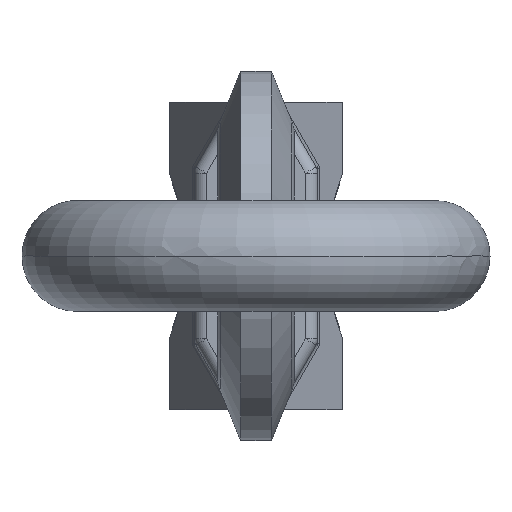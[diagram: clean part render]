
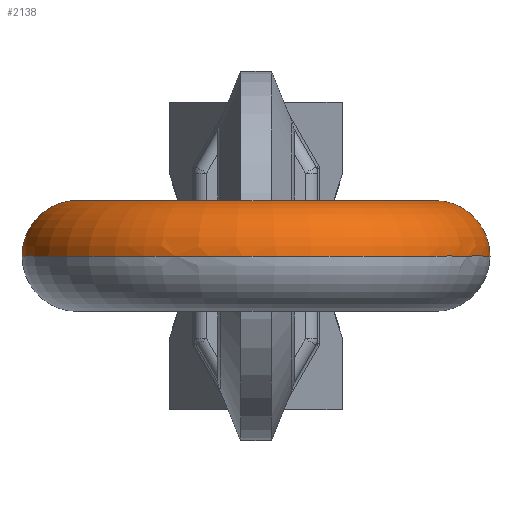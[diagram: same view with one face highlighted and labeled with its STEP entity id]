
A CAD part, left-side view. The second image highlights one B-rep face of the part: STEP entity #2138.
In plain terms, the highlighted toroidal (fillet/blend) face has major radius 29 mm and minor radius 9 mm.
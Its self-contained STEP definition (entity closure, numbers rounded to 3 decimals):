
#14=CARTESIAN_POINT('',(40.,29.,0.));
#15=DIRECTION('',(-1.,0.,0.));
#16=DIRECTION('',(0.,-1.,0.));
#17=AXIS2_PLACEMENT_3D('',#14,#15,#16);
#418=CARTESIAN_POINT('',(40.,-29.,0.));
#419=DIRECTION('',(-1.,0.,0.));
#420=DIRECTION('',(0.,-1.,0.));
#421=AXIS2_PLACEMENT_3D('',#418,#419,#420);
#431=CARTESIAN_POINT('',(40.,20.,0.));
#432=CARTESIAN_POINT('',(38.768,20.,0.));
#433=CARTESIAN_POINT('',(36.304,19.772,
0.));
#434=CARTESIAN_POINT('',(32.734,18.756,
0.));
#435=CARTESIAN_POINT('',(29.411,17.101,
0.));
#436=CARTESIAN_POINT('',(26.449,14.865,
0.));
#437=CARTESIAN_POINT('',(23.949,12.121,
0.));
#438=CARTESIAN_POINT('',(21.995,8.966,
0.));
#439=CARTESIAN_POINT('',(20.654,5.505,
0.));
#440=CARTESIAN_POINT('',(19.972,1.856,
0.));
#441=CARTESIAN_POINT('',(19.972,-1.856,
0.));
#442=CARTESIAN_POINT('',(20.654,-5.505,
0.));
#443=CARTESIAN_POINT('',(21.995,-8.966,
0.));
#444=CARTESIAN_POINT('',(23.949,-12.121,
0.));
#445=CARTESIAN_POINT('',(26.449,-14.865,
0.));
#446=CARTESIAN_POINT('',(29.411,-17.101,
0.));
#447=CARTESIAN_POINT('',(32.734,-18.756,
0.));
#448=CARTESIAN_POINT('',(36.304,-19.772,
0.));
#449=CARTESIAN_POINT('',(38.768,-20.,0.));
#450=CARTESIAN_POINT('',(40.,-20.,0.));
#452=CARTESIAN_POINT('',(40.,-38.,0.));
#453=CARTESIAN_POINT('',(38.01,-38.,0.));
#454=CARTESIAN_POINT('',(34.031,-37.687,
0.));
#455=CARTESIAN_POINT('',(28.209,-36.289,
0.));
#456=CARTESIAN_POINT('',(22.677,-33.998,
0.));
#457=CARTESIAN_POINT('',(17.572,-30.869,
0.));
#458=CARTESIAN_POINT('',(13.019,-26.981,0.));
#459=CARTESIAN_POINT('',(9.131,-22.428,0.));
#460=CARTESIAN_POINT('',(6.002,-17.323,0.));
#461=CARTESIAN_POINT('',(3.711,-11.791,0.));
#462=CARTESIAN_POINT('',(2.313,-5.969,0.));
#463=CARTESIAN_POINT('',(1.843,0.,0.));
#464=CARTESIAN_POINT('',(2.313,5.969,0.));
#465=CARTESIAN_POINT('',(3.711,11.791,0.));
#466=CARTESIAN_POINT('',(6.002,17.323,0.));
#467=CARTESIAN_POINT('',(9.131,22.428,0.));
#468=CARTESIAN_POINT('',(13.019,26.981,0.));
#469=CARTESIAN_POINT('',(17.572,30.869,
0.));
#470=CARTESIAN_POINT('',(22.677,33.998,0.));
#471=CARTESIAN_POINT('',(28.209,36.289,
0.));
#472=CARTESIAN_POINT('',(34.031,37.687,0.));
#473=CARTESIAN_POINT('',(38.01,38.,0.));
#474=CARTESIAN_POINT('',(40.,38.,0.));
#1625=CARTESIAN_POINT('',(40.,-20.,0.));
#1626=VERTEX_POINT('',#1625);
#1627=CARTESIAN_POINT('',(40.,-38.,0.));
#1628=VERTEX_POINT('',#1627);
#1629=VERTEX_POINT('',#431);
#1630=VERTEX_POINT('',#474);
#2125=CARTESIAN_POINT('',(40.,0.,0.));
#2126=DIRECTION('',(0.,0.,1.));
#2127=DIRECTION('',(0.,-1.,0.));
#2128=AXIS2_PLACEMENT_3D('',#2125,#2126,#2127);
#2129=TOROIDAL_SURFACE('',#2128,29.,9.);
#2130=ORIENTED_EDGE('',*,*,#1937,.F.);
#2132=ORIENTED_EDGE('',*,*,#2131,.T.);
#2133=ORIENTED_EDGE('',*,*,#2115,.F.);
#2135=ORIENTED_EDGE('',*,*,#2134,.T.);
#2136=EDGE_LOOP('',(#2130,#2132,#2133,#2135));
#2137=FACE_OUTER_BOUND('',#2136,.F.);
#2138=ADVANCED_FACE('',(#2137),#2129,.T.);
#18=CIRCLE('',#17,9.);
#422=CIRCLE('',#421,9.);
#451=B_SPLINE_CURVE_WITH_KNOTS('',3,(#431,#432,#433,#434,#435,#436,#437,#438,
#439,#440,#441,#442,#443,#444,#445,#446,#447,#448,#449,#450),.UNSPECIFIED.,.F.,
.F.,(4,1,1,1,1,1,1,1,1,1,1,1,1,1,1,1,1,4),(0.,0.059,
0.118,0.176,0.235,0.294,
0.353,0.412,0.471,0.529,
0.588,0.647,0.706,0.765,
0.824,0.882,0.941,1.),.UNSPECIFIED.);
#475=B_SPLINE_CURVE_WITH_KNOTS('',3,(#452,#453,#454,#455,#456,#457,#458,#459,
#460,#461,#462,#463,#464,#465,#466,#467,#468,#469,#470,#471,#472,#473,#474),
.UNSPECIFIED.,.F.,.F.,(4,1,1,1,1,1,1,1,1,1,1,1,1,1,1,1,1,1,1,1,4),(0.,0.05,
0.1,0.15,0.2,0.25,0.3,0.35,0.4,0.45,0.5,0.55,0.6,0.65,
0.7,0.75,0.8,0.85,0.9,0.95,1.),.UNSPECIFIED.);
#1937=EDGE_CURVE('',#1629,#1630,#18,.T.);
#2115=EDGE_CURVE('',#1628,#1626,#422,.T.);
#2131=EDGE_CURVE('',#1629,#1626,#451,.T.);
#2134=EDGE_CURVE('',#1628,#1630,#475,.T.);
